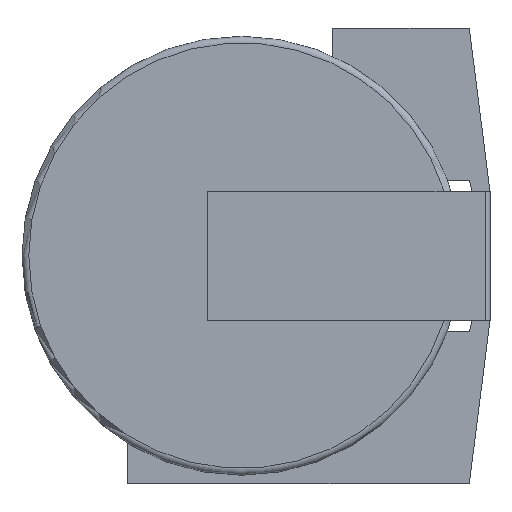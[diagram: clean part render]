
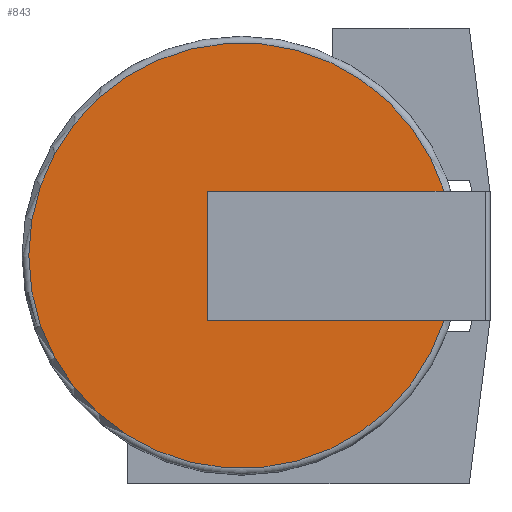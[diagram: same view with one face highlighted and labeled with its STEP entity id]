
A CAD part, top view. The second image highlights one B-rep face of the part: STEP entity #843.
In plain terms, the highlighted planar face has unit normal (0, 0, 1).
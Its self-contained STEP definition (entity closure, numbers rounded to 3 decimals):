
#48=CIRCLE('',#930,2.801);
#50=CIRCLE('',#932,2.801);
#117=FACE_OUTER_BOUND('',#163,.T.);
#163=EDGE_LOOP('',(#729,#730,#731,#732,#733));
#228=LINE('',#1298,#316);
#247=LINE('',#1389,#335);
#248=LINE('',#1390,#336);
#316=VECTOR('',#1042,0.85);
#335=VECTOR('',#1149,0.85);
#336=VECTOR('',#1150,0.85);
#388=VERTEX_POINT('',#1295);
#389=VERTEX_POINT('',#1297);
#414=VERTEX_POINT('',#1377);
#415=VERTEX_POINT('',#1379);
#417=VERTEX_POINT('',#1388);
#481=EDGE_CURVE('',#388,#389,#228,.T.);
#521=EDGE_CURVE('',#389,#415,#48,.T.);
#523=EDGE_CURVE('',#415,#414,#50,.T.);
#526=EDGE_CURVE('',#388,#417,#247,.T.);
#527=EDGE_CURVE('',#417,#414,#248,.T.);
#729=ORIENTED_EDGE('',*,*,#481,.F.);
#730=ORIENTED_EDGE('',*,*,#526,.T.);
#731=ORIENTED_EDGE('',*,*,#527,.T.);
#732=ORIENTED_EDGE('',*,*,#523,.F.);
#733=ORIENTED_EDGE('',*,*,#521,.F.);
#800=PLANE('',#934);
#843=ADVANCED_FACE('',(#117),#800,.F.);
#930=AXIS2_PLACEMENT_3D('',#1380,#1137,#1138);
#932=AXIS2_PLACEMENT_3D('',#1382,#1141,#1142);
#934=AXIS2_PLACEMENT_3D('',#1387,#1147,#1148);
#1042=DIRECTION('',(1.,0.,0.));
#1137=DIRECTION('center_axis',(0.,0.,-1.));
#1138=DIRECTION('ref_axis',(1.,0.,0.));
#1141=DIRECTION('center_axis',(0.,0.,-1.));
#1142=DIRECTION('ref_axis',(1.,0.,0.));
#1147=DIRECTION('center_axis',(0.,0.,-1.));
#1148=DIRECTION('ref_axis',(0.,-1.,0.));
#1149=DIRECTION('',(0.,1.,0.));
#1150=DIRECTION('',(1.,0.,0.));
#1295=CARTESIAN_POINT('',(-4.813,-6.85,2.208));
#1297=CARTESIAN_POINT('',(-1.694,-6.85,2.208));
#1298=CARTESIAN_POINT('',(-4.813,-6.85,2.208));
#1377=CARTESIAN_POINT('',(-1.694,-5.15,2.208));
#1379=CARTESIAN_POINT('',(-7.163,-6.,2.208));
#1380=CARTESIAN_POINT('Origin',(-4.363,-6.,2.208));
#1382=CARTESIAN_POINT('Origin',(-4.363,-6.,2.208));
#1387=CARTESIAN_POINT('Origin',(-4.363,-6.,2.208));
#1388=CARTESIAN_POINT('',(-4.813,-5.15,2.208));
#1389=CARTESIAN_POINT('',(-4.813,-6.85,2.208));
#1390=CARTESIAN_POINT('',(-4.813,-5.15,2.208));
